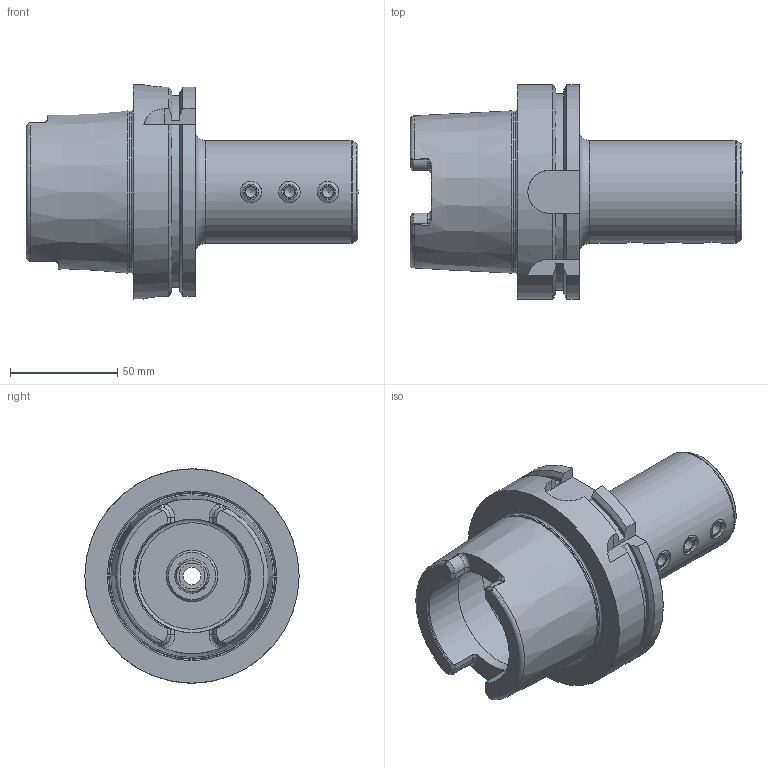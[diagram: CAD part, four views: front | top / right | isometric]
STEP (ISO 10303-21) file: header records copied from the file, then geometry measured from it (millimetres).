
FILE_DESCRIPTION((''),'2;1');
FILE_NAME('591077016105-3D.stp','2021-10-05T14:24:01',('nttooll'),(''),'Autodesk Inventor 2012','Autodesk Inventor 2012','');
FILE_SCHEMA(('AUTOMOTIVE_DESIGN { 1 0 10303 214 1 1 1 1 }'));
Length unit declared in the file: millimetre
Products named in the file (1): 591077016105-3D
Bounding box: 155 x 100 x 100 mm (x, y, z)
Volume: 383985.6 mm3; surface area: 67960.8 mm2
Topology: 1 solids, 1 shells, 157 faces, 371 edges, 229 vertices
Faces by surface type: cylinder 50, plane 50, cone 36, torus 21
Full cylindrical faces by diameter (mm): 5 x3, 5.774 x3, 7 x3, 8 x1, 10 x6, 12 x1, 15.3 x1, 16 x2, 16.4 x1, 24 x1, 48 x1, 53 x1, 53.8 x1, 63 x1, 75.3 x1, 100 x1
Entity records: 4457 total; most frequent: CARTESIAN_POINT 1151, DIRECTION 707, ORIENTED_EDGE 594, AXIS2_PLACEMENT_3D 306, EDGE_CURVE 297, EDGE_LOOP 233, VERTEX_POINT 216, FACE_OUTER_BOUND 157
